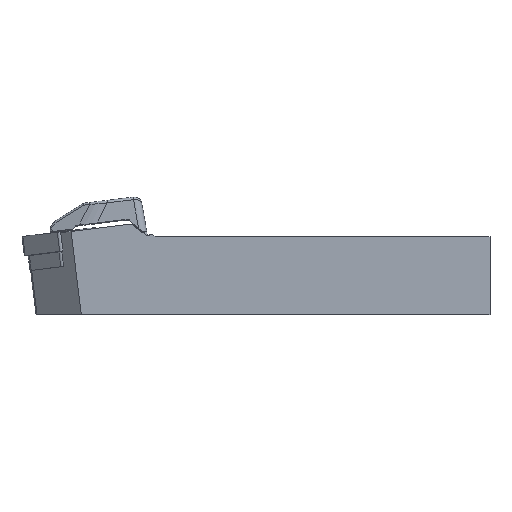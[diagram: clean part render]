
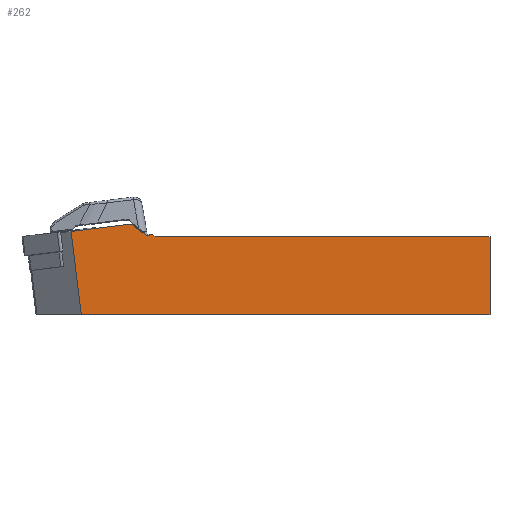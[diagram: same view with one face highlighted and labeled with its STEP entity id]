
A CAD part, front view. The second image highlights one B-rep face of the part: STEP entity #262.
In plain terms, the highlighted planar face has unit normal (0, -1, 0).
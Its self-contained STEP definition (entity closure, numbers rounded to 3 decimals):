
#262=ADVANCED_FACE('',(#424),#378,.F.);
#378=PLANE('',#2096);
#424=FACE_OUTER_BOUND('',#537,.T.);
#537=EDGE_LOOP('',(#1011,#1012,#1013,#1014,#1015,#1016,#1017,#1018));
#671=LINE('',#2985,#826);
#679=LINE('',#3044,#834);
#682=LINE('',#3049,#837);
#683=LINE('',#3051,#838);
#684=LINE('',#3053,#839);
#685=LINE('',#3055,#840);
#686=LINE('',#3057,#841);
#687=LINE('',#3059,#842);
#826=VECTOR('',#2342,1.);
#834=VECTOR('',#2358,1.);
#837=VECTOR('',#2363,1.);
#838=VECTOR('',#2364,1.);
#839=VECTOR('',#2365,1.);
#840=VECTOR('',#2366,1.);
#841=VECTOR('',#2367,1.);
#842=VECTOR('',#2368,1.);
#1011=ORIENTED_EDGE('',*,*,#1748,.F.);
#1012=ORIENTED_EDGE('',*,*,#1761,.F.);
#1013=ORIENTED_EDGE('',*,*,#1764,.T.);
#1014=ORIENTED_EDGE('',*,*,#1765,.F.);
#1015=ORIENTED_EDGE('',*,*,#1766,.F.);
#1016=ORIENTED_EDGE('',*,*,#1767,.F.);
#1017=ORIENTED_EDGE('',*,*,#1768,.T.);
#1018=ORIENTED_EDGE('',*,*,#1769,.F.);
#1563=VERTEX_POINT('',#2984);
#1564=VERTEX_POINT('',#2986);
#1575=VERTEX_POINT('',#3043);
#1577=VERTEX_POINT('',#3050);
#1578=VERTEX_POINT('',#3052);
#1579=VERTEX_POINT('',#3054);
#1580=VERTEX_POINT('',#3056);
#1581=VERTEX_POINT('',#3058);
#1748=EDGE_CURVE('',#1563,#1564,#671,.T.);
#1761=EDGE_CURVE('',#1575,#1563,#679,.T.);
#1764=EDGE_CURVE('',#1575,#1577,#682,.T.);
#1765=EDGE_CURVE('',#1578,#1577,#683,.T.);
#1766=EDGE_CURVE('',#1579,#1578,#684,.T.);
#1767=EDGE_CURVE('',#1580,#1579,#685,.T.);
#1768=EDGE_CURVE('',#1580,#1581,#686,.T.);
#1769=EDGE_CURVE('',#1564,#1581,#687,.T.);
#2096=AXIS2_PLACEMENT_3D('',#3060,#2369,#2370);
#2342=DIRECTION('',(0.788,0.,-0.616));
#2358=DIRECTION('',(0.993,0.,0.122));
#2363=DIRECTION('',(0.122,0.,-0.993));
#2364=DIRECTION('',(-1.,0.,0.));
#2365=DIRECTION('',(0.,0.,-1.));
#2366=DIRECTION('',(1.,0.,0.));
#2367=DIRECTION('',(-0.819,0.,0.574));
#2368=DIRECTION('',(0.993,0.,0.122));
#2369=DIRECTION('',(0.,1.,0.));
#2370=DIRECTION('',(-1.,0.,0.));
#2984=CARTESIAN_POINT('',(35.419,-25.,4.047));
#2985=CARTESIAN_POINT('',(-9.49,-25.,39.134));
#2986=CARTESIAN_POINT('',(40.1,-25.,0.39));
#3043=CARTESIAN_POINT('',(16.116,-25.,1.676));
#3044=CARTESIAN_POINT('',(5.099,-25.,0.324));
#3049=CARTESIAN_POINT('',(20.954,-25.,-37.728));
#3050=CARTESIAN_POINT('',(19.391,-25.,-25.));
#3051=CARTESIAN_POINT('',(-1.,-25.,-25.));
#3052=CARTESIAN_POINT('',(150.,-25.,-25.));
#3053=CARTESIAN_POINT('',(150.,-25.,50.));
#3054=CARTESIAN_POINT('',(150.,-25.,0.));
#3055=CARTESIAN_POINT('',(-1.,-25.,0.));
#3056=CARTESIAN_POINT('',(43.,-25.,0.));
#3057=CARTESIAN_POINT('',(-10.017,-25.,37.123));
#3058=CARTESIAN_POINT('',(42.094,-25.,0.635));
#3059=CARTESIAN_POINT('',(40.1,-25.,0.39));
#3060=CARTESIAN_POINT('',(-1.,-25.,50.));
